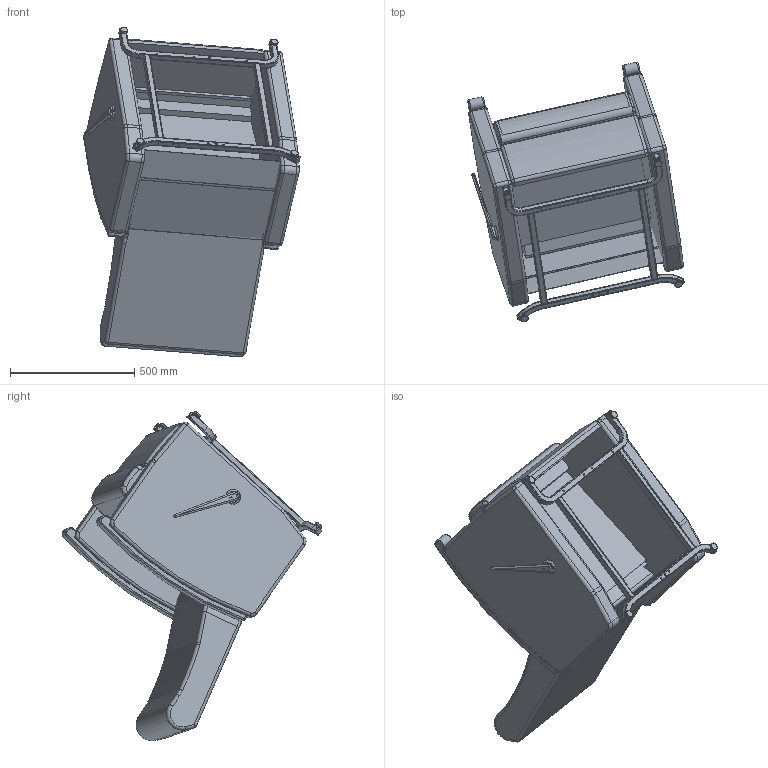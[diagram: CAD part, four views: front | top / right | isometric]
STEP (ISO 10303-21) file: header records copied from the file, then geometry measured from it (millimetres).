
FILE_DESCRIPTION(/* description */ (''),/* implementation_level */ '2;1');
FILE_NAME(/* name */ 'L1306U.stp',/* time_stamp */ '2017-09-29T15:12:28-04:00',/* author */ ('emehringer'),/* organization */ (''),/* preprocessor_version */ 'ST-DEVELOPER v16.5',/* originating_system */ 'Autodesk Inventor 2017',/* authorisation */ '');
FILE_SCHEMA (('CONFIG_CONTROL_DESIGN','AUTOMOTIVE_DESIGN { 1 0 10303 214 3 1 1 }'));
Length unit declared in the file: inch
Products named in the file (15): L1306U-W (SYMBOL); HANDLE 3/4 BLK; PLATFORMK9000-1 (generic); 4329650000_4328130000 (generic); 4328470000_4328320000 (generic); 4328590000 (generic); 7150570000 (generic); 7120800000 (generic); 7130140000; UBASE E1304 (CABLE LEVER); OD1305 UBACK; USEAT 1304; OD1305 UKO; MAC L1010; EV7070 UBACK FLAP
Assembly tree (25 placements, depth 3):
  L1306U-W (SYMBOL)
    HANDLE 3/4 BLK
    PLATFORMK9000-1 (generic)
      4329650000_4328130000 (generic)
      4328470000_4328320000 (generic)
      4328590000 (generic)  x2
      7150570000 (generic)  x4
      7120800000 (generic)  x4
      7130140000  x4
    UBASE E1304 (CABLE LEVER)
    OD1305 UBACK
    USEAT 1304
    OD1305 UKO
    MAC L1010  x2
    EV7070 UBACK FLAP
Bounding box: 872.24 x 1046.33 x 1328.33 mm (x, y, z)
Volume: 151400780.8 mm3; surface area: 5341842.7 mm2
Topology: 25 solids, 25 shells, 1343 faces, 3355 edges, 2085 vertices
Faces by surface type: plane 694, cylinder 389, torus 92, bspline 79, cone 53, sphere 36
Full cylindrical faces by diameter (mm): 4.366 x10, 4.369 x2, 5.105 x4, 5.334 x1, 5.563 x2, 6.35 x2, 7.137 x4, 8.001 x4, 9.541 x1, 9.804 x1, 15.24 x4, 24.181 x4, 42.037 x1, 60.325 x1
Entity records: 25699 total; most frequent: CARTESIAN_POINT 8141, DIRECTION 3751, ORIENTED_EDGE 3466, EDGE_CURVE 1733, AXIS2_PLACEMENT_3D 1475, VERTEX_POINT 1075, LINE 801, VECTOR 801
